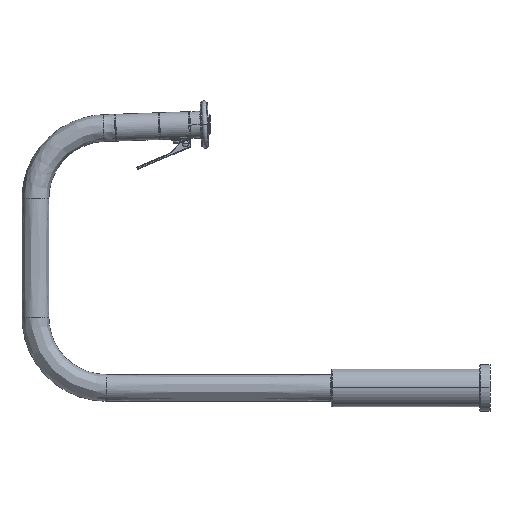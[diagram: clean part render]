
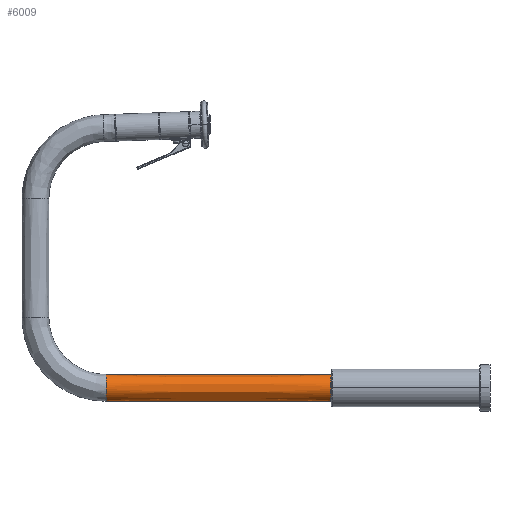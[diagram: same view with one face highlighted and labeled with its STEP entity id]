
A CAD part, left-side view. The second image highlights one B-rep face of the part: STEP entity #6009.
In plain terms, the highlighted free-form (B-spline) face has degree [3, 3] with [10, 4] control points.
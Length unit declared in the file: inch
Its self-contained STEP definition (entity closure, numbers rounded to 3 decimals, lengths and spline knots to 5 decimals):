
#5150=CARTESIAN_POINT('',(0.,15.8751,-0.57));
#5151=CARTESIAN_POINT('',(-0.11927,15.8751,-0.57));
#5152=CARTESIAN_POINT('',(-0.35782,15.8751,-0.49249));
#5153=CARTESIAN_POINT('',(-0.57896,15.8751,-0.18812));
#5154=CARTESIAN_POINT('',(-0.57896,15.8751,0.18812));
#5155=CARTESIAN_POINT('',(-0.35782,15.8751,0.49249));
#5156=CARTESIAN_POINT('',(-0.11927,15.8751,0.57));
#5157=CARTESIAN_POINT('',(0.,15.8751,0.57));
#5216=DIRECTION('',(0.,1.,0.));
#5217=VECTOR('',#5216,9.5451);
#5218=CARTESIAN_POINT('',(0.,6.33,-0.57));
#5219=LINE('',#5218,#5217);
#5220=CARTESIAN_POINT('',(0.,6.33,0.57));
#5227=CARTESIAN_POINT('',(0.,6.33,-0.57));
#5229=CARTESIAN_POINT('',(0.,6.33,-0.57));
#5230=CARTESIAN_POINT('',(-0.11927,6.33,-0.57));
#5231=CARTESIAN_POINT('',(-0.35782,6.33,-0.49249));
#5232=CARTESIAN_POINT('',(-0.57896,6.33,-0.18812));
#5233=CARTESIAN_POINT('',(-0.57896,6.33,0.18812));
#5234=CARTESIAN_POINT('',(-0.35782,6.33,0.49249));
#5235=CARTESIAN_POINT('',(-0.11927,6.33,0.57));
#5236=CARTESIAN_POINT('',(0.,6.33,0.57));
#5238=DIRECTION('',(0.,1.,0.));
#5239=VECTOR('',#5238,9.5451);
#5240=CARTESIAN_POINT('',(0.,6.33,0.57));
#5241=LINE('',#5240,#5239);
#5242=CARTESIAN_POINT('',(0.,15.8751,0.57));
#5249=CARTESIAN_POINT('',(0.,15.8751,-0.57));
#5326=VERTEX_POINT('',#5220);
#5327=VERTEX_POINT('',#5227);
#5328=VERTEX_POINT('',#5242);
#5329=VERTEX_POINT('',#5249);
#5959=CARTESIAN_POINT('',(0.01546,6.1391,-0.56978));
#5960=CARTESIAN_POINT('',(0.01546,9.44807,
-0.56978));
#5961=CARTESIAN_POINT('',(0.01546,12.75703,-0.56978));
#5962=CARTESIAN_POINT('',(0.01546,16.066,-0.56978));
#5963=CARTESIAN_POINT('',(0.01031,6.1391,-0.56993));
#5964=CARTESIAN_POINT('',(0.01031,9.44807,
-0.56993));
#5965=CARTESIAN_POINT('',(0.01031,12.75703,-0.56993));
#5966=CARTESIAN_POINT('',(0.01031,16.066,-0.56993));
#5967=CARTESIAN_POINT('',(-0.11412,6.1391,-0.57167));
#5968=CARTESIAN_POINT('',(-0.11412,9.44807,
-0.57167));
#5969=CARTESIAN_POINT('',(-0.11412,12.75703,-0.57167));
#5970=CARTESIAN_POINT('',(-0.11412,16.066,-0.57167));
#5971=CARTESIAN_POINT('',(-0.35782,6.1391,-0.49249));
#5972=CARTESIAN_POINT('',(-0.35782,9.44807,
-0.49249));
#5973=CARTESIAN_POINT('',(-0.35782,12.75703,-0.49249));
#5974=CARTESIAN_POINT('',(-0.35782,16.066,-0.49249));
#5975=CARTESIAN_POINT('',(-0.57896,6.1391,-0.18812));
#5976=CARTESIAN_POINT('',(-0.57896,9.44807,
-0.18812));
#5977=CARTESIAN_POINT('',(-0.57896,12.75703,-0.18812));
#5978=CARTESIAN_POINT('',(-0.57896,16.066,-0.18812));
#5979=CARTESIAN_POINT('',(-0.57896,6.1391,0.18812));
#5980=CARTESIAN_POINT('',(-0.57896,9.44807,
0.18812));
#5981=CARTESIAN_POINT('',(-0.57896,12.75703,0.18812));
#5982=CARTESIAN_POINT('',(-0.57896,16.066,0.18812));
#5983=CARTESIAN_POINT('',(-0.35782,6.1391,0.49249));
#5984=CARTESIAN_POINT('',(-0.35782,9.44807,
0.49249));
#5985=CARTESIAN_POINT('',(-0.35782,12.75703,0.49249));
#5986=CARTESIAN_POINT('',(-0.35782,16.066,0.49249));
#5987=CARTESIAN_POINT('',(-0.11412,6.1391,0.57167));
#5988=CARTESIAN_POINT('',(-0.11412,9.44807,
0.57167));
#5989=CARTESIAN_POINT('',(-0.11412,12.75703,0.57167));
#5990=CARTESIAN_POINT('',(-0.11412,16.066,0.57167));
#5991=CARTESIAN_POINT('',(0.01031,6.1391,0.56993));
#5992=CARTESIAN_POINT('',(0.01031,9.44807,
0.56993));
#5993=CARTESIAN_POINT('',(0.01031,12.75703,0.56993));
#5994=CARTESIAN_POINT('',(0.01031,16.066,0.56993));
#5995=CARTESIAN_POINT('',(0.01546,6.1391,0.56978));
#5996=CARTESIAN_POINT('',(0.01546,9.44807,
0.56978));
#5997=CARTESIAN_POINT('',(0.01546,12.75703,0.56978));
#5998=CARTESIAN_POINT('',(0.01546,16.066,0.56978));
#5999=B_SPLINE_SURFACE_WITH_KNOTS('',3,3,((#5959,#5960,#5961,#5962),(#5963,
#5964,#5965,#5966),(#5967,#5968,#5969,#5970),(#5971,#5972,#5973,#5974),(#5975,
#5976,#5977,#5978),(#5979,#5980,#5981,#5982),(#5983,#5984,#5985,#5986),(#5987,
#5988,#5989,#5990),(#5991,#5992,#5993,#5994),(#5995,#5996,#5997,#5998)),
.UNSPECIFIED.,.F.,.F.,.F.,(4,1,1,1,1,1,1,4),(4,4),(0.49568,0.5,
0.6,0.7,0.8,0.9,1.,1.00432),(-0.02,1.02),.UNSPECIFIED.);
#6001=ORIENTED_EDGE('',*,*,#6000,.F.);
#6003=ORIENTED_EDGE('',*,*,#6002,.T.);
#6004=ORIENTED_EDGE('',*,*,#5949,.T.);
#6006=ORIENTED_EDGE('',*,*,#6005,.F.);
#6007=EDGE_LOOP('',(#6001,#6003,#6004,#6006));
#6008=FACE_OUTER_BOUND('',#6007,.F.);
#6009=ADVANCED_FACE('',(#6008),#5999,.T.);
#5158=B_SPLINE_CURVE_WITH_KNOTS('',3,(#5150,#5151,#5152,#5153,#5154,#5155,#5156,
#5157),.UNSPECIFIED.,.F.,.F.,(4,1,1,1,1,4),(0.,0.2,0.4,0.6,0.8,1.),
.UNSPECIFIED.);
#5237=B_SPLINE_CURVE_WITH_KNOTS('',3,(#5229,#5230,#5231,#5232,#5233,#5234,#5235,
#5236),.UNSPECIFIED.,.F.,.F.,(4,1,1,1,1,4),(0.,0.2,0.4,0.6,0.8,1.),
.UNSPECIFIED.);
#5949=EDGE_CURVE('',#5329,#5328,#5158,.T.);
#6000=EDGE_CURVE('',#5327,#5326,#5237,.T.);
#6002=EDGE_CURVE('',#5327,#5329,#5219,.T.);
#6005=EDGE_CURVE('',#5326,#5328,#5241,.T.);
